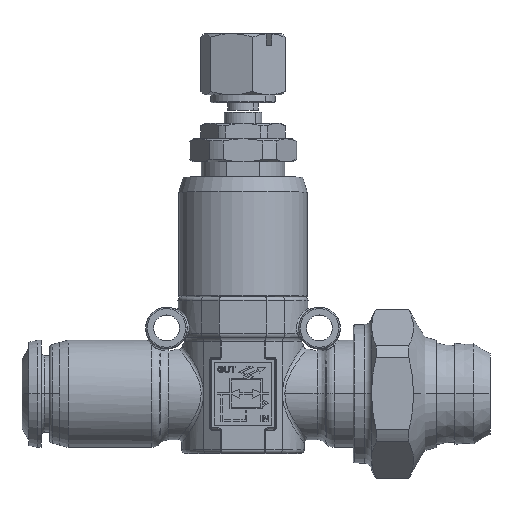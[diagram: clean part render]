
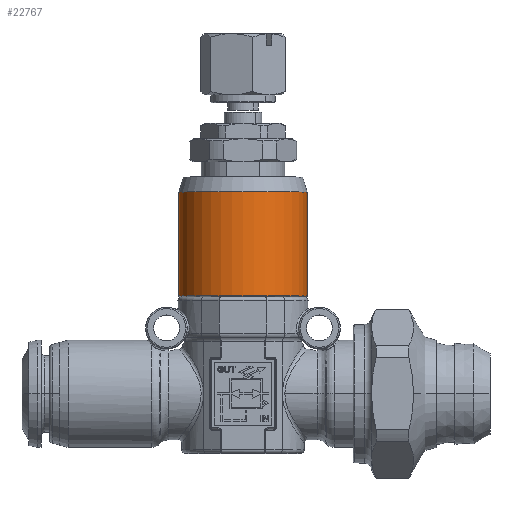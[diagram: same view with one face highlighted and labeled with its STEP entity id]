
A CAD part, top view. The second image highlights one B-rep face of the part: STEP entity #22767.
In plain terms, the highlighted cylindrical face has radius 8.4 mm (diameter 16.8 mm), a partial arc.
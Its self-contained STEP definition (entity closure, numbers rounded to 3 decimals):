
#1479 = DIRECTION ( 'NONE',  ( 1., 0., 0. ) ) ;
#3415 = CARTESIAN_POINT ( 'NONE',  ( 0., -1.25, 0. ) ) ;
#3508 = CIRCLE ( 'NONE', #29659, 8.4 ) ;
#3613 = ORIENTED_EDGE ( 'NONE', *, *, #9429, .T. ) ;
#4441 = VERTEX_POINT ( 'NONE', #14653 ) ;
#5104 = VECTOR ( 'NONE', #40324, 1000. ) ;
#6054 = LINE ( 'NONE', #6318, #5104 ) ;
#6318 = CARTESIAN_POINT ( 'NONE',  ( -8.4, -1.25, 0. ) ) ;
#7389 = AXIS2_PLACEMENT_3D ( 'NONE', #3415, #12562, #25077 ) ;
#7769 = CARTESIAN_POINT ( 'NONE',  ( 8.4, -1.25, 0. ) ) ;
#8529 = VERTEX_POINT ( 'NONE', #37713 ) ;
#9256 = DIRECTION ( 'NONE',  ( 1., 0., 0. ) ) ;
#9429 = EDGE_CURVE ( 'NONE', #8529, #4441, #3508, .T. ) ;
#10888 = CARTESIAN_POINT ( 'NONE',  ( -8.4, 12.8, 0. ) ) ;
#11225 = EDGE_CURVE ( 'NONE', #8529, #40238, #33386, .T. ) ;
#12562 = DIRECTION ( 'NONE',  ( 0., -1., 0. ) ) ;
#13994 = DIRECTION ( 'NONE',  ( 0., -1., 0. ) ) ;
#14653 = CARTESIAN_POINT ( 'NONE',  ( -8.4, 26.387, 0. ) ) ;
#14874 = FACE_OUTER_BOUND ( 'NONE', #37382, .T. ) ;
#14945 = CARTESIAN_POINT ( 'NONE',  ( 0., 26.387, 0. ) ) ;
#15309 = AXIS2_PLACEMENT_3D ( 'NONE', #38763, #20045, #1479 ) ;
#18455 = VERTEX_POINT ( 'NONE', #10888 ) ;
#20045 = DIRECTION ( 'NONE',  ( 0., -1., 0. ) ) ;
#20808 = DIRECTION ( 'NONE',  ( 0., -1., 0. ) ) ;
#22767 = ADVANCED_FACE ( 'NONE', ( #14874 ), #35806, .T. ) ;
#25077 = DIRECTION ( 'NONE',  ( 1., 0., 0. ) ) ;
#25082 = VECTOR ( 'NONE', #13994, 1000. ) ;
#25514 = CIRCLE ( 'NONE', #15309, 8.4 ) ;
#26596 = ORIENTED_EDGE ( 'NONE', *, *, #11225, .F. ) ;
#29659 = AXIS2_PLACEMENT_3D ( 'NONE', #14945, #20808, #9256 ) ;
#29700 = ORIENTED_EDGE ( 'NONE', *, *, #37336, .T. ) ;
#32376 = EDGE_CURVE ( 'NONE', #40238, #18455, #25514, .T. ) ;
#32854 = CARTESIAN_POINT ( 'NONE',  ( 8.4, 12.8, 0. ) ) ;
#33386 = LINE ( 'NONE', #7769, #25082 ) ;
#35806 = CYLINDRICAL_SURFACE ( 'NONE', #7389, 8.4 ) ;
#37336 = EDGE_CURVE ( 'NONE', #4441, #18455, #6054, .T. ) ;
#37382 = EDGE_LOOP ( 'NONE', ( #3613, #29700, #38649, #26596 ) ) ;
#37713 = CARTESIAN_POINT ( 'NONE',  ( 8.4, 26.387, 0. ) ) ;
#38649 = ORIENTED_EDGE ( 'NONE', *, *, #32376, .F. ) ;
#38763 = CARTESIAN_POINT ( 'NONE',  ( 0., 12.8, 0. ) ) ;
#40238 = VERTEX_POINT ( 'NONE', #32854 ) ;
#40324 = DIRECTION ( 'NONE',  ( 0., -1., 0. ) ) ;
